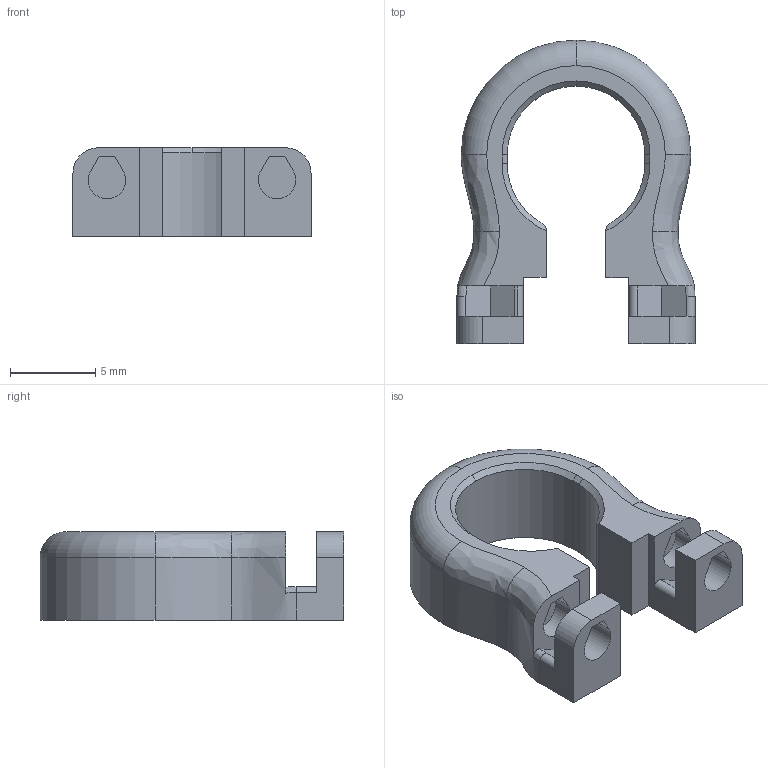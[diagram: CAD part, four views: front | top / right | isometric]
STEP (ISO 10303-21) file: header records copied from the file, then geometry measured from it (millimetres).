
FILE_DESCRIPTION(('HOOPS Exchange Step'),'2;1');
FILE_NAME('Base.stp','2025-02-13T11:03:48+09:00',('hayashi'),('Unknown organisation'),'HOOPS Exchange 2023.2','HOOPS Exchange','Unknown authorisation');
FILE_SCHEMA( ('AP203_CONFIGURATION_CONTROLLED_3D_DESIGN_OF_MECHANICAL_PARTS_AND_ASSEMBLIES_MIM_LF') );
Length unit declared in the file: millimetre
Products named in the file (1): Solid 1928
Bounding box: 14 x 17.85 x 5.2 mm (x, y, z)
Volume: 571.1 mm3; surface area: 754 mm2
Topology: 1 solids, 1 shells, 73 faces, 197 edges, 128 vertices
Faces by surface type: plane 40, cylinder 17, bspline 10, cone 4, torus 2
Entity records: 4402 total; most frequent: CARTESIAN_POINT 2578, ORIENTED_EDGE 394, DIRECTION 346, EDGE_CURVE 197, VERTEX_POINT 128, VECTOR 128, LINE 128, AXIS2_PLACEMENT_3D 109
